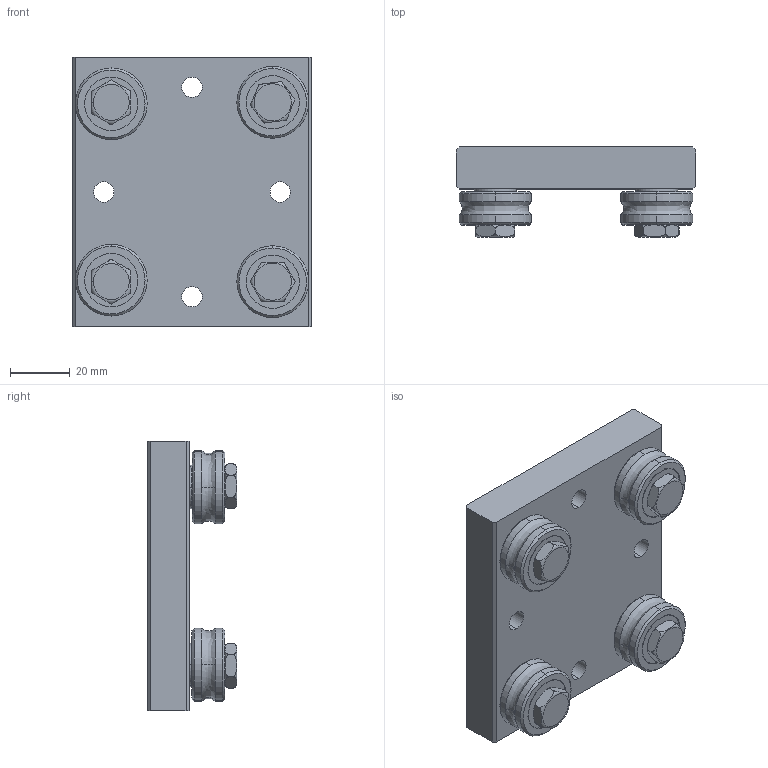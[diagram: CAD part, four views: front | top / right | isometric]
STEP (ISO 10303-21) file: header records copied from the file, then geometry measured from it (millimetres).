
FILE_DESCRIPTION (( 'STEP AP214' ), '1' );
FILE_NAME ('ELFL32.STEP', '2016-09-14T13:35:00', ( 'admin' ), ( '' ), 'SwSTEP 2.0', 'SolidWorks 2016', '' );
FILE_SCHEMA (( 'AUTOMOTIVE_DESIGN' ));
Length unit declared in the file: millimetre
Products named in the file (13): inafag_lfr50_8-6-2z_1qnvcirsankfu7rfogvmp5a8r_04; EDP_ELFL32-PL; ELFL32; SHB_DIN988_8x14x1; inafag_lfr50_8-6-2z_1qnvcirsankfu7rfogvmp5a8r_06; MU_ISO4032_M6; inafag_lfr50_8-6-2z_1qnvcirsankfu7rfogvmp5a8r; inafag_lfr50_8-6-2z_1qnvcirsankfu7rfogvmp5a8r_01; inafag_lfr50_8-6-2z_1qnvcirsankfu7rfogvmp5a8r_05; BZ-ELFL32; inafag_lfr50_8-6-2z_1qnvcirsankfu7rfogvmp5a8r_02; inafag_lfr50_8-6-2z_1qnvcirsankfu7rfogvmp5a8r_03; BZE-ELFL32
Assembly tree (23 placements, depth 3):
  ELFL32
    EDP_ELFL32-PL
    inafag_lfr50_8-6-2z_1qnvcirsankfu7rfogvmp5a8r  x4
      inafag_lfr50_8-6-2z_1qnvcirsankfu7rfogvmp5a8r_01
      inafag_lfr50_8-6-2z_1qnvcirsankfu7rfogvmp5a8r_02
      inafag_lfr50_8-6-2z_1qnvcirsankfu7rfogvmp5a8r_03
      inafag_lfr50_8-6-2z_1qnvcirsankfu7rfogvmp5a8r_04
      inafag_lfr50_8-6-2z_1qnvcirsankfu7rfogvmp5a8r_05
      inafag_lfr50_8-6-2z_1qnvcirsankfu7rfogvmp5a8r_06
    SHB_DIN988_8x14x1  x6
    MU_ISO4032_M6  x2
    BZ-ELFL32  x2
    BZE-ELFL32  x2
Bounding box: 80 x 30 x 90 mm (x, y, z)
Volume: 113700.8 mm3; surface area: 46977.7 mm2
Topology: 69 solids, 69 shells, 800 faces, 1928 edges, 1180 vertices
Faces by surface type: cylinder 356, plane 192, bspline 136, cone 64, torus 52
Entity records: 11844 total; most frequent: CARTESIAN_POINT 3269, DIRECTION 1398, ORIENTED_EDGE 1244, EDGE_CURVE 622, AXIS2_PLACEMENT_3D 611, VERTEX_POINT 402, CIRCLE 346, EDGE_LOOP 318
